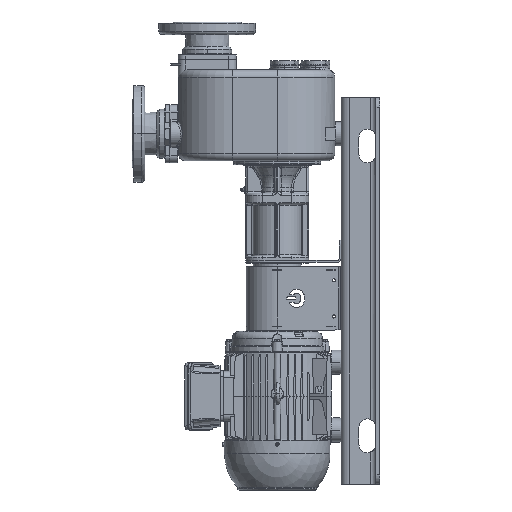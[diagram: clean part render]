
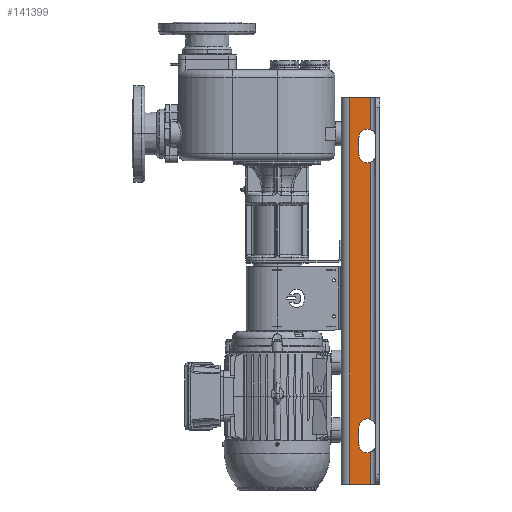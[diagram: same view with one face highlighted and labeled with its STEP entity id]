
A CAD part, left-side view. The second image highlights one B-rep face of the part: STEP entity #141399.
In plain terms, the highlighted planar face has unit normal (-1, 0, 0).
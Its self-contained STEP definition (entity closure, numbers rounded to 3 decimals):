
#28326=DIRECTION('',(0.,0.,-1.));
#28327=VECTOR('',#28326,800.);
#28328=CARTESIAN_POINT('',(-145.,-32.,75.));
#28329=LINE('',#28328,#28327);
#57376=DIRECTION('',(0.,0.,-1.));
#57377=VECTOR('',#57376,35.);
#57378=CARTESIAN_POINT('',(-145.,-51.,-7.5));
#57379=LINE('',#57378,#57377);
#57380=CARTESIAN_POINT('',(-145.,-68.5,-42.5));
#57381=DIRECTION('',(1.,0.,0.));
#57382=DIRECTION('',(0.,-0.429,-0.904));
#57383=AXIS2_PLACEMENT_3D('',#57380,#57381,#57382);
#57385=DIRECTION('',(0.,0.,-1.));
#57386=VECTOR('',#57385,533.377);
#57387=CARTESIAN_POINT('',(-145.,-76.,-58.311));
#57388=LINE('',#57387,#57386);
#57389=CARTESIAN_POINT('',(-145.,-68.5,-607.5));
#57390=DIRECTION('',(1.,0.,0.));
#57391=DIRECTION('',(0.,1.,0.));
#57392=AXIS2_PLACEMENT_3D('',#57389,#57390,#57391);
#57394=DIRECTION('',(0.,0.,-1.));
#57395=VECTOR('',#57394,35.);
#57396=CARTESIAN_POINT('',(-145.,-51.,-607.5));
#57397=LINE('',#57396,#57395);
#57398=CARTESIAN_POINT('',(-145.,-68.5,-642.5));
#57399=DIRECTION('',(1.,0.,0.));
#57400=DIRECTION('',(0.,-0.429,-0.904));
#57401=AXIS2_PLACEMENT_3D('',#57398,#57399,#57400);
#57403=DIRECTION('',(0.,0.,-1.));
#57404=VECTOR('',#57403,66.689);
#57405=CARTESIAN_POINT('',(-145.,-76.,-658.311));
#57406=LINE('',#57405,#57404);
#57407=DIRECTION('',(0.,0.,-1.));
#57408=VECTOR('',#57407,66.689);
#57409=CARTESIAN_POINT('',(-145.,-76.,75.));
#57410=LINE('',#57409,#57408);
#57411=CARTESIAN_POINT('',(-145.,-68.5,-7.5));
#57412=DIRECTION('',(1.,0.,0.));
#57413=DIRECTION('',(0.,1.,0.));
#57414=AXIS2_PLACEMENT_3D('',#57411,#57412,#57413);
#57471=CARTESIAN_POINT('',(-145.,-76.,-58.311));
#57477=CARTESIAN_POINT('',(-145.,-76.,-591.689));
#57620=CARTESIAN_POINT('',(-145.,-76.,8.311));
#57852=DIRECTION('',(0.,1.,0.));
#57853=VECTOR('',#57852,44.);
#57854=CARTESIAN_POINT('',(-145.,-76.,75.));
#57855=LINE('',#57854,#57853);
#57961=CARTESIAN_POINT('',(-145.,-76.,-658.311));
#58176=DIRECTION('',(0.,1.,0.));
#58177=VECTOR('',#58176,44.);
#58178=CARTESIAN_POINT('',(-145.,-76.,-725.));
#58179=LINE('',#58178,#58177);
#74774=CARTESIAN_POINT('',(-145.,-76.,75.));
#74776=VERTEX_POINT('',#74774);
#74777=CARTESIAN_POINT('',(-145.,-32.,75.));
#74778=VERTEX_POINT('',#74777);
#74790=CARTESIAN_POINT('',(-145.,-76.,-725.));
#74792=VERTEX_POINT('',#74790);
#74793=CARTESIAN_POINT('',(-145.,-32.,-725.));
#74794=VERTEX_POINT('',#74793);
#74914=VERTEX_POINT('',#57471);
#74917=VERTEX_POINT('',#57620);
#74919=VERTEX_POINT('',#57961);
#74922=VERTEX_POINT('',#57477);
#74923=CARTESIAN_POINT('',(-145.,-51.,-7.5));
#74924=CARTESIAN_POINT('',(-145.,-51.,-42.5));
#74925=VERTEX_POINT('',#74923);
#74926=VERTEX_POINT('',#74924);
#74927=CARTESIAN_POINT('',(-145.,-51.,-642.5));
#74928=VERTEX_POINT('',#74927);
#74929=CARTESIAN_POINT('',(-145.,-51.,-607.5));
#74930=VERTEX_POINT('',#74929);
#141370=CARTESIAN_POINT('',(-145.,-76.,75.));
#141371=DIRECTION('',(-1.,0.,0.));
#141372=DIRECTION('',(0.,1.,0.));
#141373=AXIS2_PLACEMENT_3D('',#141370,#141371,#141372);
#141374=PLANE('',#141373);
#141375=ORIENTED_EDGE('',*,*,#141360,.T.);
#141377=ORIENTED_EDGE('',*,*,#141376,.F.);
#141379=ORIENTED_EDGE('',*,*,#141378,.T.);
#141381=ORIENTED_EDGE('',*,*,#141380,.F.);
#141383=ORIENTED_EDGE('',*,*,#141382,.T.);
#141385=ORIENTED_EDGE('',*,*,#141384,.F.);
#141387=ORIENTED_EDGE('',*,*,#141386,.T.);
#141389=ORIENTED_EDGE('',*,*,#141388,.T.);
#141390=ORIENTED_EDGE('',*,*,#102875,.F.);
#141392=ORIENTED_EDGE('',*,*,#141391,.F.);
#141394=ORIENTED_EDGE('',*,*,#141393,.T.);
#141396=ORIENTED_EDGE('',*,*,#141395,.F.);
#141397=EDGE_LOOP('',(#141375,#141377,#141379,#141381,#141383,#141385,#141387,
#141389,#141390,#141392,#141394,#141396));
#141398=FACE_OUTER_BOUND('',#141397,.F.);
#141399=ADVANCED_FACE('',(#141398),#141374,.T.);
#57384=CIRCLE('',#57383,17.5);
#57393=CIRCLE('',#57392,17.5);
#57402=CIRCLE('',#57401,17.5);
#57415=CIRCLE('',#57414,17.5);
#102875=EDGE_CURVE('',#74778,#74794,#28329,.T.);
#141360=EDGE_CURVE('',#74925,#74926,#57379,.T.);
#141376=EDGE_CURVE('',#74914,#74926,#57384,.T.);
#141378=EDGE_CURVE('',#74914,#74922,#57388,.T.);
#141380=EDGE_CURVE('',#74930,#74922,#57393,.T.);
#141382=EDGE_CURVE('',#74930,#74928,#57397,.T.);
#141384=EDGE_CURVE('',#74919,#74928,#57402,.T.);
#141386=EDGE_CURVE('',#74919,#74792,#57406,.T.);
#141388=EDGE_CURVE('',#74792,#74794,#58179,.T.);
#141391=EDGE_CURVE('',#74776,#74778,#57855,.T.);
#141393=EDGE_CURVE('',#74776,#74917,#57410,.T.);
#141395=EDGE_CURVE('',#74925,#74917,#57415,.T.);
